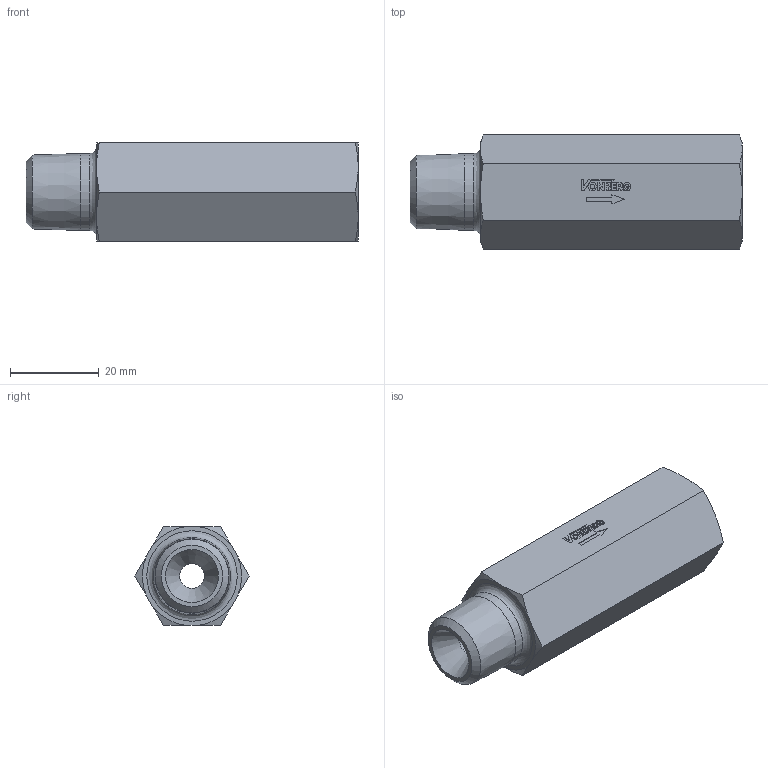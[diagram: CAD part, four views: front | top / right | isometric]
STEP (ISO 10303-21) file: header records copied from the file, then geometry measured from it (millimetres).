
FILE_DESCRIPTION((''),'2;1');
FILE_NAME('40300-503.stp','2015-01-08T14:58:53',('jml'),(''),'Autodesk Inventor 2010','Autodesk Inventor 2010','');
FILE_SCHEMA(('AUTOMOTIVE_DESIGN { 1 0 10303 214 1 1 1 1 }'));
Length unit declared in the file: inch
Products named in the file (1): 220039
Bounding box: 74.68 x 25.66 x 22.23 mm (x, y, z)
Volume: 23246.1 mm3; surface area: 7944.9 mm2
Topology: 1 solids, 1 shells, 131 faces, 339 edges, 224 vertices
Faces by surface type: plane 92, cone 17, cylinder 16, bspline 6
Full cylindrical faces by diameter (mm): 1.044 x1, 17.297 x1
Entity records: 4074 total; most frequent: CARTESIAN_POINT 851, ORIENTED_EDGE 644, DIRECTION 606, EDGE_CURVE 322, VECTOR 242, LINE 242, VERTEX_POINT 220, AXIS2_PLACEMENT_3D 182
